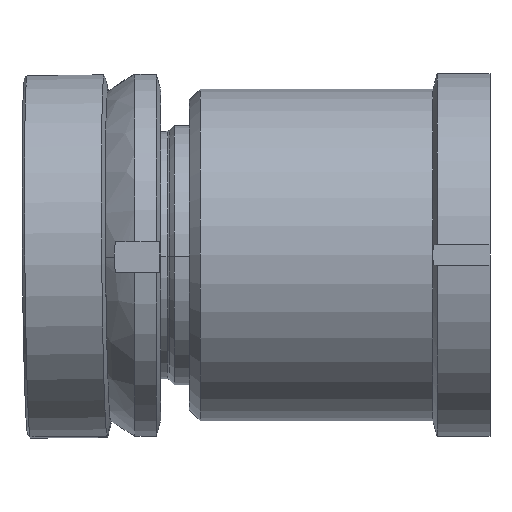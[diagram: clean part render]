
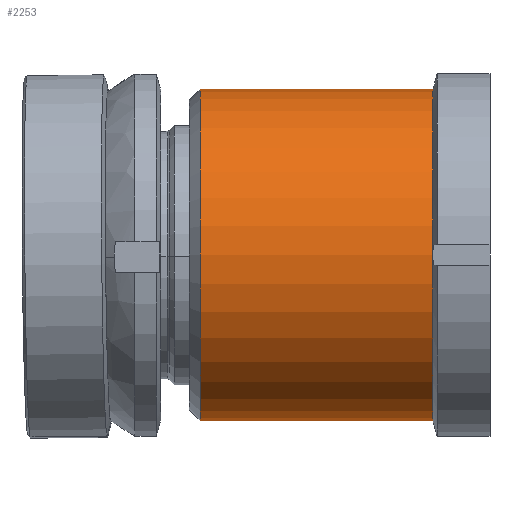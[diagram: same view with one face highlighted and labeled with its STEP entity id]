
A CAD part, left-side view. The second image highlights one B-rep face of the part: STEP entity #2253.
In plain terms, the highlighted cylindrical face has radius 32 mm (diameter 64 mm), a partial arc.
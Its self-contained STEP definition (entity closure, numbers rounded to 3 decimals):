
#9 = LINE ( 'NONE', #763, #792 ) ;
#23 = VERTEX_POINT ( 'NONE', #2410 ) ;
#49 = EDGE_LOOP ( 'NONE', ( #2802, #810, #2682, #503, #1870 ) ) ;
#65 = AXIS2_PLACEMENT_3D ( 'NONE', #1454, #3210, #1474 ) ;
#149 = CARTESIAN_POINT ( 'NONE',  ( 0., -47., 32. ) ) ;
#179 = DIRECTION ( 'NONE',  ( 0., 1., 0. ) ) ;
#224 = DIRECTION ( 'NONE',  ( 0., -1., 0. ) ) ;
#227 = VERTEX_POINT ( 'NONE', #1041 ) ;
#327 = VECTOR ( 'NONE', #335, 1000. ) ;
#335 = DIRECTION ( 'NONE',  ( 0., 1., 0. ) ) ;
#503 = ORIENTED_EDGE ( 'NONE', *, *, #1257, .T. ) ;
#763 = CARTESIAN_POINT ( 'NONE',  ( 0., 10.447, 32. ) ) ;
#792 = VECTOR ( 'NONE', #1042, 1000. ) ;
#810 = ORIENTED_EDGE ( 'NONE', *, *, #1587, .T. ) ;
#899 = VERTEX_POINT ( 'NONE', #149 ) ;
#1041 = CARTESIAN_POINT ( 'NONE',  ( -32., -47., 0. ) ) ;
#1042 = DIRECTION ( 'NONE',  ( 0., 1., 0. ) ) ;
#1086 = DIRECTION ( 'NONE',  ( 0., 1., 0. ) ) ;
#1137 = CIRCLE ( 'NONE', #1378, 32. ) ;
#1209 = CARTESIAN_POINT ( 'NONE',  ( 0., -47., 0. ) ) ;
#1235 = VERTEX_POINT ( 'NONE', #3006 ) ;
#1257 = EDGE_CURVE ( 'NONE', #899, #23, #9, .T. ) ;
#1378 = AXIS2_PLACEMENT_3D ( 'NONE', #2198, #224, #2444 ) ;
#1454 = CARTESIAN_POINT ( 'NONE',  ( 0., -47., 0. ) ) ;
#1474 = DIRECTION ( 'NONE',  ( 0., 0., 1. ) ) ;
#1528 = CIRCLE ( 'NONE', #65, 32. ) ;
#1534 = VERTEX_POINT ( 'NONE', #3188 ) ;
#1546 = CARTESIAN_POINT ( 'NONE',  ( 0., 10.447, 0. ) ) ;
#1587 = EDGE_CURVE ( 'NONE', #1235, #227, #1528, .T. ) ;
#1639 = LINE ( 'NONE', #2617, #327 ) ;
#1825 = AXIS2_PLACEMENT_3D ( 'NONE', #1209, #179, #2421 ) ;
#1850 = EDGE_CURVE ( 'NONE', #1235, #1534, #1639, .T. ) ;
#1870 = ORIENTED_EDGE ( 'NONE', *, *, #2022, .T. ) ;
#1907 = FACE_OUTER_BOUND ( 'NONE', #49, .T. ) ;
#2004 = EDGE_CURVE ( 'NONE', #227, #899, #2743, .T. ) ;
#2022 = EDGE_CURVE ( 'NONE', #23, #1534, #1137, .T. ) ;
#2198 = CARTESIAN_POINT ( 'NONE',  ( 0., -2.1, 0. ) ) ;
#2253 = ADVANCED_FACE ( 'NONE', ( #1907 ), #2493, .T. ) ;
#2410 = CARTESIAN_POINT ( 'NONE',  ( 0., -2.1, 32. ) ) ;
#2421 = DIRECTION ( 'NONE',  ( 0., 0., 1. ) ) ;
#2444 = DIRECTION ( 'NONE',  ( 0., 0., -1. ) ) ;
#2493 = CYLINDRICAL_SURFACE ( 'NONE', #2671, 32. ) ;
#2617 = CARTESIAN_POINT ( 'NONE',  ( 0., 10.447, -32. ) ) ;
#2671 = AXIS2_PLACEMENT_3D ( 'NONE', #1546, #1086, #3042 ) ;
#2682 = ORIENTED_EDGE ( 'NONE', *, *, #2004, .T. ) ;
#2743 = CIRCLE ( 'NONE', #1825, 32. ) ;
#2802 = ORIENTED_EDGE ( 'NONE', *, *, #1850, .F. ) ;
#3006 = CARTESIAN_POINT ( 'NONE',  ( 0., -47., -32. ) ) ;
#3042 = DIRECTION ( 'NONE',  ( 0., 0., 1. ) ) ;
#3188 = CARTESIAN_POINT ( 'NONE',  ( 0., -2.1, -32. ) ) ;
#3210 = DIRECTION ( 'NONE',  ( 0., 1., 0. ) ) ;
